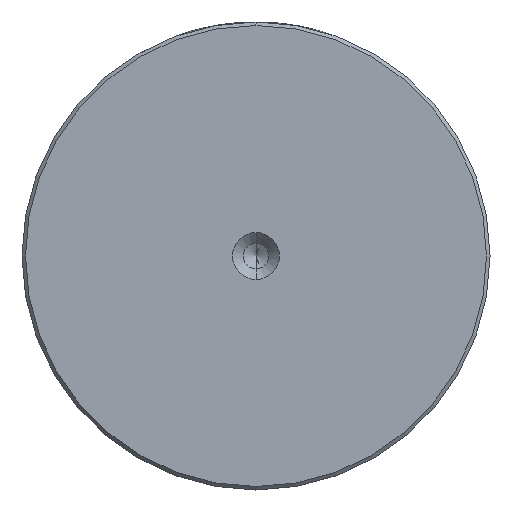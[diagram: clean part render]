
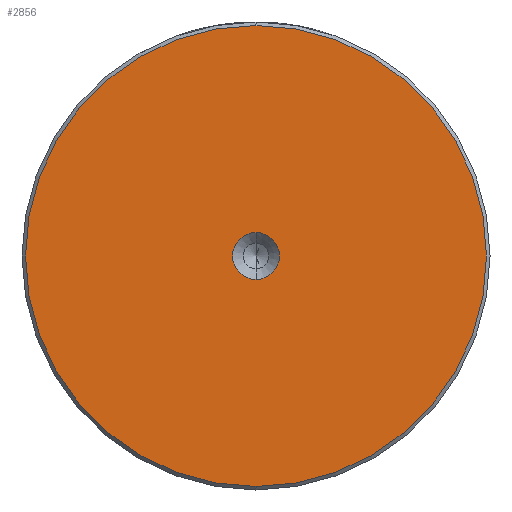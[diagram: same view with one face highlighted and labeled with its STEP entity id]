
A CAD part, left-side view. The second image highlights one B-rep face of the part: STEP entity #2856.
In plain terms, the highlighted planar face has unit normal (-1, 0, 0).
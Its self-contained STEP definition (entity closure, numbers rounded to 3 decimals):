
#3 = DIRECTION ( 'NONE',  ( -1., 0., 0. ) ) ;
#21 = VERTEX_POINT ( 'NONE', #1426 ) ;
#58 = CARTESIAN_POINT ( 'NONE',  ( 0., 0., 0. ) ) ;
#166 = CARTESIAN_POINT ( 'NONE',  ( 0., 0., 3.3 ) ) ;
#175 = VERTEX_POINT ( 'NONE', #706 ) ;
#246 = DIRECTION ( 'NONE',  ( -1., 0., 0. ) ) ;
#252 = EDGE_LOOP ( 'NONE', ( #3018, #1881 ) ) ;
#279 = DIRECTION ( 'NONE',  ( -1., 0., 0. ) ) ;
#305 = DIRECTION ( 'NONE',  ( 0., 0., 1. ) ) ;
#317 = DIRECTION ( 'NONE',  ( -1., 0., 0. ) ) ;
#487 = PLANE ( 'NONE',  #2948 ) ;
#655 = CARTESIAN_POINT ( 'NONE',  ( 0., 0., -32.5 ) ) ;
#706 = CARTESIAN_POINT ( 'NONE',  ( 0., 0., 32.5 ) ) ;
#763 = VERTEX_POINT ( 'NONE', #166 ) ;
#1007 = CIRCLE ( 'NONE', #1821, 3.3 ) ;
#1097 = CIRCLE ( 'NONE', #1186, 3.3 ) ;
#1117 = AXIS2_PLACEMENT_3D ( 'NONE', #1497, #3, #1721 ) ;
#1133 = CIRCLE ( 'NONE', #1117, 32.5 ) ;
#1186 = AXIS2_PLACEMENT_3D ( 'NONE', #1753, #279, #1987 ) ;
#1260 = CARTESIAN_POINT ( 'NONE',  ( 0., 0., 0. ) ) ;
#1426 = CARTESIAN_POINT ( 'NONE',  ( 0., 0., -3.3 ) ) ;
#1475 = FACE_OUTER_BOUND ( 'NONE', #2818, .T. ) ;
#1497 = CARTESIAN_POINT ( 'NONE',  ( 0., 0., 0. ) ) ;
#1524 = EDGE_CURVE ( 'NONE', #2707, #175, #1133, .T. ) ;
#1721 = DIRECTION ( 'NONE',  ( 0., 0., 1. ) ) ;
#1753 = CARTESIAN_POINT ( 'NONE',  ( 0., 0., 0. ) ) ;
#1775 = DIRECTION ( 'NONE',  ( -1., 0., 0. ) ) ;
#1788 = CARTESIAN_POINT ( 'NONE',  ( 0., 0., 0. ) ) ;
#1821 = AXIS2_PLACEMENT_3D ( 'NONE', #1788, #317, #2022 ) ;
#1861 = EDGE_CURVE ( 'NONE', #175, #2707, #2165, .T. ) ;
#1881 = ORIENTED_EDGE ( 'NONE', *, *, #2445, .F. ) ;
#1958 = DIRECTION ( 'NONE',  ( 0., 0., 1. ) ) ;
#1987 = DIRECTION ( 'NONE',  ( 0., 0., 1. ) ) ;
#2022 = DIRECTION ( 'NONE',  ( 0., 0., 1. ) ) ;
#2091 = AXIS2_PLACEMENT_3D ( 'NONE', #58, #1775, #305 ) ;
#2165 = CIRCLE ( 'NONE', #2091, 32.5 ) ;
#2328 = ORIENTED_EDGE ( 'NONE', *, *, #1861, .T. ) ;
#2445 = EDGE_CURVE ( 'NONE', #21, #763, #1097, .T. ) ;
#2680 = FACE_BOUND ( 'NONE', #252, .T. ) ;
#2707 = VERTEX_POINT ( 'NONE', #655 ) ;
#2772 = ORIENTED_EDGE ( 'NONE', *, *, #1524, .T. ) ;
#2818 = EDGE_LOOP ( 'NONE', ( #2772, #2328 ) ) ;
#2856 = ADVANCED_FACE ( 'NONE', ( #1475, #2680 ), #487, .T. ) ;
#2948 = AXIS2_PLACEMENT_3D ( 'NONE', #1260, #246, #1958 ) ;
#3018 = ORIENTED_EDGE ( 'NONE', *, *, #3054, .F. ) ;
#3054 = EDGE_CURVE ( 'NONE', #763, #21, #1007, .T. ) ;
